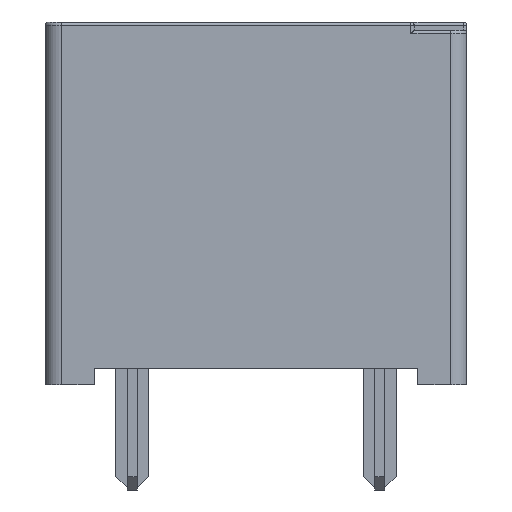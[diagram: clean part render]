
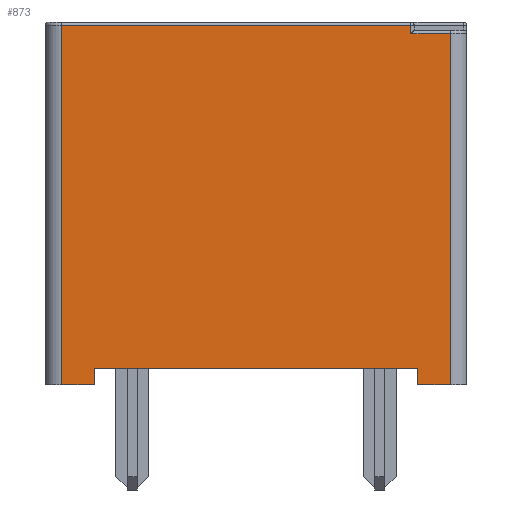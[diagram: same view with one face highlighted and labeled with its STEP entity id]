
A CAD part, front view. The second image highlights one B-rep face of the part: STEP entity #873.
In plain terms, the highlighted planar face has unit normal (0, -1, 0).
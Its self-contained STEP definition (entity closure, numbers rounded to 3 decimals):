
#214 = VERTEX_POINT('',#215);
#215 = CARTESIAN_POINT('',(-1.15,-27.,0.5));
#221 = EDGE_CURVE('',#214,#222,#224,.T.);
#222 = VERTEX_POINT('',#223);
#223 = CARTESIAN_POINT('',(8.65,-27.,0.5));
#224 = LINE('',#225,#226);
#225 = CARTESIAN_POINT('',(0.55,-27.,0.5));
#226 = VECTOR('',#227,1.);
#227 = DIRECTION('',(1.,0.,0.));
#837 = VERTEX_POINT('',#838);
#838 = CARTESIAN_POINT('',(-1.15,-27.,0.));
#846 = EDGE_CURVE('',#837,#214,#847,.T.);
#847 = LINE('',#848,#849);
#848 = CARTESIAN_POINT('',(-1.15,-27.,0.));
#849 = VECTOR('',#850,1.);
#850 = DIRECTION('',(0.,0.,1.));
#873 = ADVANCED_FACE('',(#874),#940,.T.);
#874 = FACE_BOUND('',#875,.T.);
#875 = EDGE_LOOP('',(#876,#884,#892,#900,#908,#916,#924,#932,#938,#939)
  );
#876 = ORIENTED_EDGE('',*,*,#877,.T.);
#877 = EDGE_CURVE('',#222,#878,#880,.T.);
#878 = VERTEX_POINT('',#879);
#879 = CARTESIAN_POINT('',(8.65,-27.,0.));
#880 = LINE('',#881,#882);
#881 = CARTESIAN_POINT('',(8.65,-27.,0.));
#882 = VECTOR('',#883,1.);
#883 = DIRECTION('',(0.,0.,-1.));
#884 = ORIENTED_EDGE('',*,*,#885,.T.);
#885 = EDGE_CURVE('',#878,#886,#888,.T.);
#886 = VERTEX_POINT('',#887);
#887 = CARTESIAN_POINT('',(9.65,-27.,0.));
#888 = LINE('',#889,#890);
#889 = CARTESIAN_POINT('',(-2.65,-27.,0.));
#890 = VECTOR('',#891,1.);
#891 = DIRECTION('',(1.,0.,0.));
#892 = ORIENTED_EDGE('',*,*,#893,.F.);
#893 = EDGE_CURVE('',#894,#886,#896,.T.);
#894 = VERTEX_POINT('',#895);
#895 = CARTESIAN_POINT('',(9.65,-27.,10.65));
#896 = LINE('',#897,#898);
#897 = CARTESIAN_POINT('',(9.65,-27.,0.));
#898 = VECTOR('',#899,1.);
#899 = DIRECTION('',(0.,0.,-1.));
#900 = ORIENTED_EDGE('',*,*,#901,.F.);
#901 = EDGE_CURVE('',#902,#894,#904,.T.);
#902 = VERTEX_POINT('',#903);
#903 = CARTESIAN_POINT('',(8.45,-27.,10.65));
#904 = LINE('',#905,#906);
#905 = CARTESIAN_POINT('',(3.35,-27.,10.65));
#906 = VECTOR('',#907,1.);
#907 = DIRECTION('',(1.,0.,0.));
#908 = ORIENTED_EDGE('',*,*,#909,.F.);
#909 = EDGE_CURVE('',#910,#902,#912,.T.);
#910 = VERTEX_POINT('',#911);
#911 = CARTESIAN_POINT('',(8.45,-27.,10.9));
#912 = LINE('',#913,#914);
#913 = CARTESIAN_POINT('',(8.45,-27.,5.5));
#914 = VECTOR('',#915,1.);
#915 = DIRECTION('',(0.,0.,-1.));
#916 = ORIENTED_EDGE('',*,*,#917,.F.);
#917 = EDGE_CURVE('',#918,#910,#920,.T.);
#918 = VERTEX_POINT('',#919);
#919 = CARTESIAN_POINT('',(-2.15,-27.,10.9));
#920 = LINE('',#921,#922);
#921 = CARTESIAN_POINT('',(0.55,-27.,10.9));
#922 = VECTOR('',#923,1.);
#923 = DIRECTION('',(1.,0.,0.));
#924 = ORIENTED_EDGE('',*,*,#925,.F.);
#925 = EDGE_CURVE('',#926,#918,#928,.T.);
#926 = VERTEX_POINT('',#927);
#927 = CARTESIAN_POINT('',(-2.15,-27.,0.));
#928 = LINE('',#929,#930);
#929 = CARTESIAN_POINT('',(-2.15,-27.,0.));
#930 = VECTOR('',#931,1.);
#931 = DIRECTION('',(0.,0.,1.));
#932 = ORIENTED_EDGE('',*,*,#933,.T.);
#933 = EDGE_CURVE('',#926,#837,#934,.T.);
#934 = LINE('',#935,#936);
#935 = CARTESIAN_POINT('',(-2.65,-27.,0.));
#936 = VECTOR('',#937,1.);
#937 = DIRECTION('',(1.,0.,0.));
#938 = ORIENTED_EDGE('',*,*,#846,.T.);
#939 = ORIENTED_EDGE('',*,*,#221,.T.);
#940 = PLANE('',#941);
#941 = AXIS2_PLACEMENT_3D('',#942,#943,#944);
#942 = CARTESIAN_POINT('',(-2.65,-27.,0.));
#943 = DIRECTION('',(0.,-1.,0.));
#944 = DIRECTION('',(1.,0.,0.));
